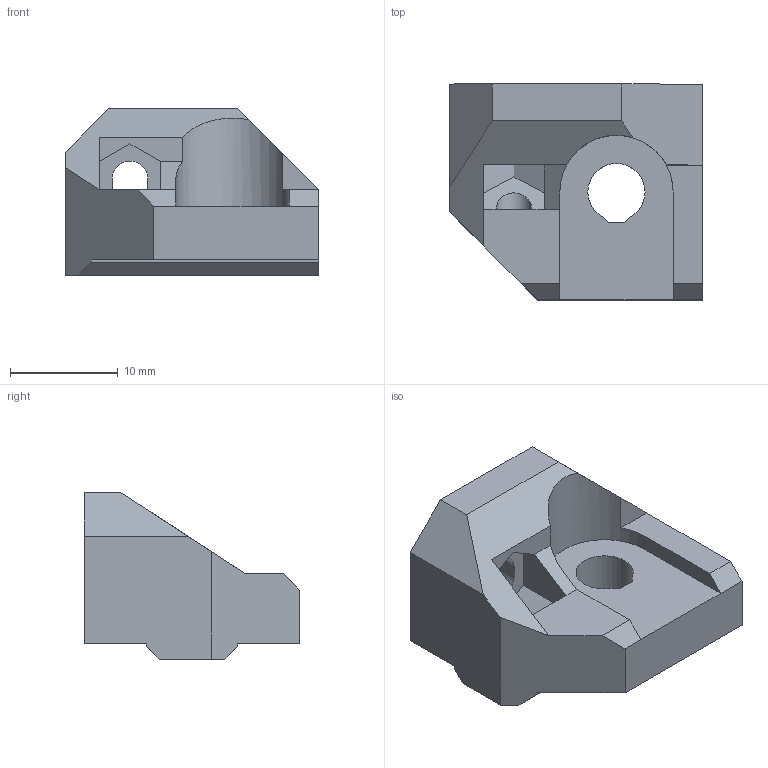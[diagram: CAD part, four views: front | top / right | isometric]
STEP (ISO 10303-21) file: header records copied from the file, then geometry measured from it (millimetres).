
FILE_DESCRIPTION(/* description */ (''),/* implementation_level */ '2;1');
FILE_NAME(/* name */ 'psu_lower_mount.step',/* time_stamp */ '2017-12-28T17:14:20+01:00',/* author */ ('gregsaun'),/* organization */ (''),/* preprocessor_version */ 'ST-DEVELOPER v16.13',/* originating_system */ 'Autodesk Translation Framework v6.5.0.72',/* authorisation */ '');
FILE_SCHEMA (('AUTOMOTIVE_DESIGN { 1 0 10303 214 3 1 1 }'));
Length unit declared in the file: millimetre
Products named in the file (1): psu_lower_mount
Bounding box: 23.5 x 20 x 15.4 mm (x, y, z)
Volume: 3483 mm3; surface area: 2046.4 mm2
Topology: 1 solids, 5 shells, 70 faces, 172 edges, 112 vertices
Faces by surface type: plane 65, cylinder 5
Entity records: 2065 total; most frequent: CARTESIAN_POINT 355, ORIENTED_EDGE 344, DIRECTION 327, EDGE_CURVE 172, LINE 159, VECTOR 159, VERTEX_POINT 112, AXIS2_PLACEMENT_3D 84
